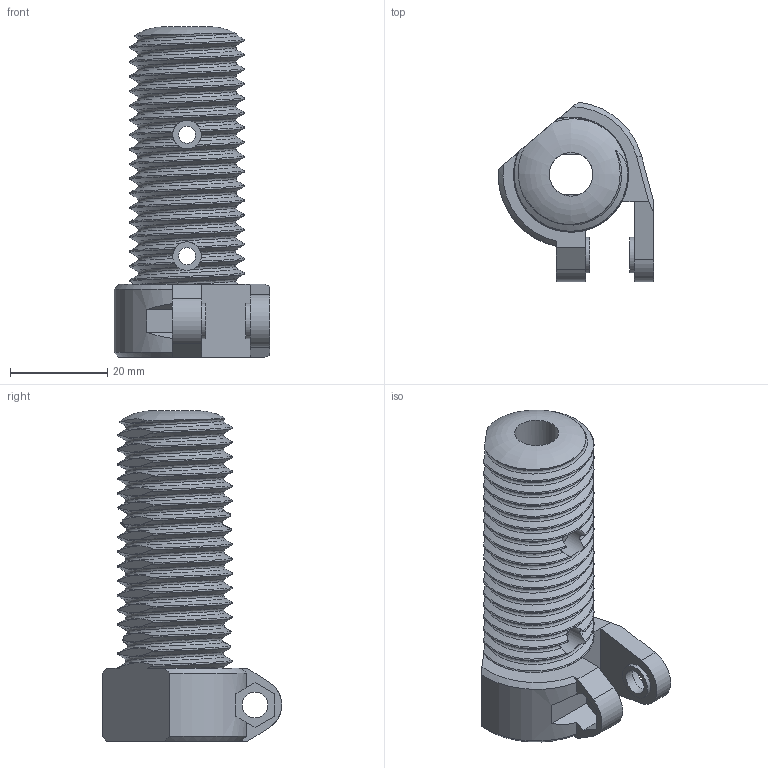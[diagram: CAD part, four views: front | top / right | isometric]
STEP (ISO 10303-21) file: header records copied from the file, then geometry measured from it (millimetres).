
FILE_DESCRIPTION(/* description */ ('','CAx-IF Rec.Pracs.---Representation and Presentation of Product Manufacturing Information (PMI)---4.0---2014-10-13'),/* implementation_level */ '2;1');
FILE_NAME(/* name */ 'EndEffector.step',/* time_stamp */ '2025-07-14T13:54:23+02:00',/* author */ (''),/* organization */ (''),/* preprocessor_version */ 'ST-DEVELOPER v20',/* originating_system */ 'Autodesk Translation Framework v13.20.0.188',/* authorisation */ '');
FILE_SCHEMA (('AP242_MANAGED_MODEL_BASED_3D_ENGINEERING_MIM_LF { 1 0 10303 442 1 1 4 }'));
Length unit declared in the file: millimetre
Products named in the file (1): EndEffectorLongV1
Bounding box: 31.96 x 36.93 x 68 mm (x, y, z)
Volume: 21455 mm3; surface area: 11749.5 mm2
Topology: 1 solids, 1 shells, 156 faces, 442 edges, 290 vertices
Faces by surface type: plane 77, bspline 59, cylinder 16, cone 4
Full cylindrical faces by diameter (mm): 3.5 x4, 5.3 x2, 5.9 x2, 7.3 x2, 9 x1, 9.5 x1
Entity records: 16094 total; most frequent: CARTESIAN_POINT 12683, ORIENTED_EDGE 884, EDGE_CURVE 442, DIRECTION 409, VERTEX_POINT 290, B_SPLINE_CURVE_WITH_KNOTS 263, EDGE_LOOP 172, FACE_OUTER_BOUND 156
